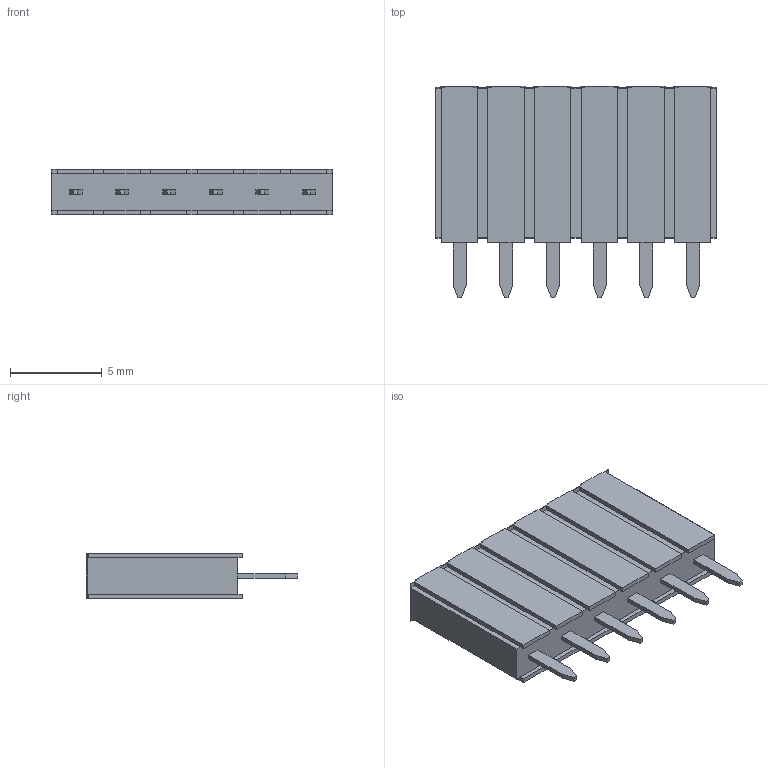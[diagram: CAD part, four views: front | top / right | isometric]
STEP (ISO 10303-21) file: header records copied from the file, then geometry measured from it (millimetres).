
FILE_DESCRIPTION(/* description */ (''),/* implementation_level */ '2;1');
FILE_NAME(/* name */ 'FHU-1x6.step',/* time_stamp */ '2022-02-09T09:36:13+09:00',/* author */ (''),/* organization */ (''),/* preprocessor_version */ 'ST-DEVELOPER v18.1',/* originating_system */ 'Autodesk Translation Framework v10.13.0.1454',/* authorisation */ '');
FILE_SCHEMA (('AUTOMOTIVE_DESIGN { 1 0 10303 214 3 1 1 }'));
Length unit declared in the file: millimetre
Products named in the file (1): FHUシリーズ
Bounding box: 15.24 x 11.5 x 2.5 mm (x, y, z)
Volume: 262.2 mm3; surface area: 625.8 mm2
Topology: 7 solids, 7 shells, 220 faces, 552 edges, 352 vertices
Faces by surface type: plane 220
Entity records: 6413 total; most frequent: CARTESIAN_POINT 1125, ORIENTED_EDGE 1104, DIRECTION 994, LINE 552, VECTOR 552, EDGE_CURVE 552, VERTEX_POINT 352, EDGE_LOOP 226
